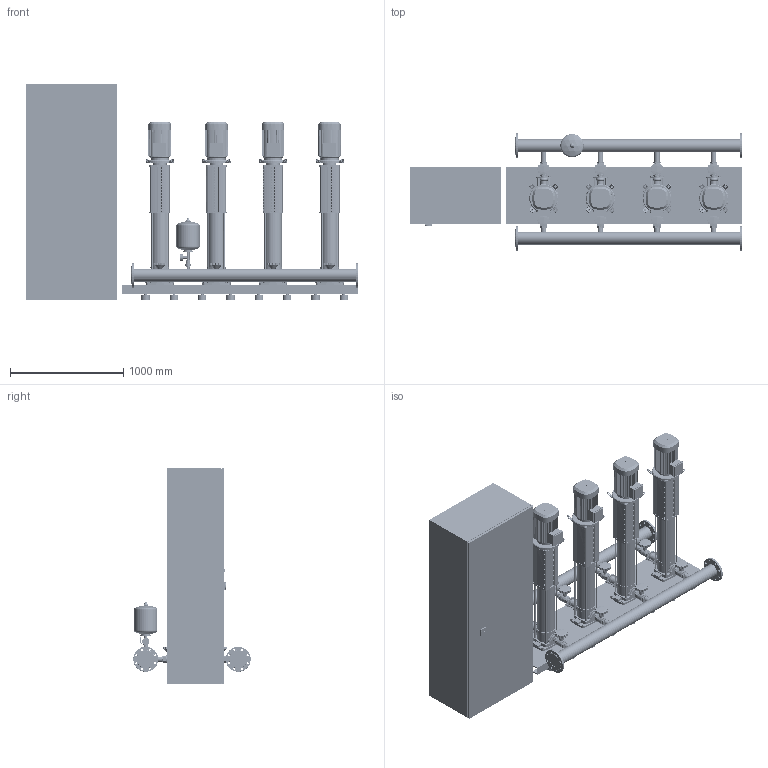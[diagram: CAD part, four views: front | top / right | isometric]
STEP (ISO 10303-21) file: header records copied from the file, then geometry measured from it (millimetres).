
FILE_DESCRIPTION((''),'2;1');
FILE_NAME('3d_COR-4HELIXV1611_K_CC-01-2532283.stp','2016-01-22T13:32:03',(''),(''),'Mechanical Desktop 2009','Mechanical Desktop 2009',', , ');
FILE_SCHEMA(('CONFIG_CONTROL_DESIGN'));
Length unit declared in the file: millimetre
Products named in the file (1): Product
Bounding box: 2930 x 1036 x 1900 mm (x, y, z)
Volume: 962178252.7 mm3; surface area: 21414121.5 mm2
Topology: 203 solids, 203 shells, 8074 faces, 21521 edges, 14125 vertices
Faces by surface type: plane 3644, bspline 2152, cylinder 1804, cone 328, torus 120, sphere 26
Entity records: 267638 total; most frequent: CARTESIAN_POINT 66175, ORIENTED_EDGE 42994, DIRECTION 38713, EDGE_CURVE 21497, VECTOR 14375, LINE 14375, VERTEX_POINT 14120, AXIS2_PLACEMENT_3D 12169
